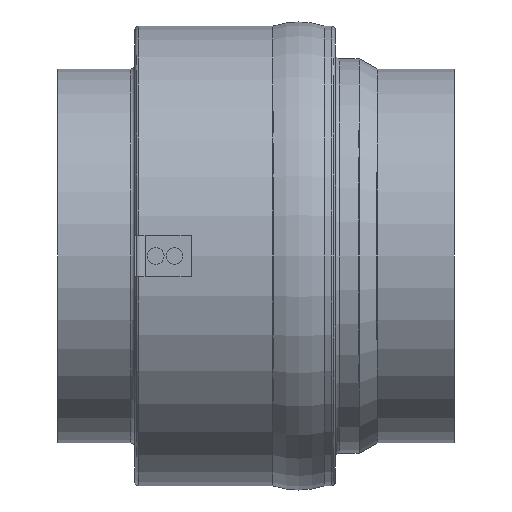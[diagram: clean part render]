
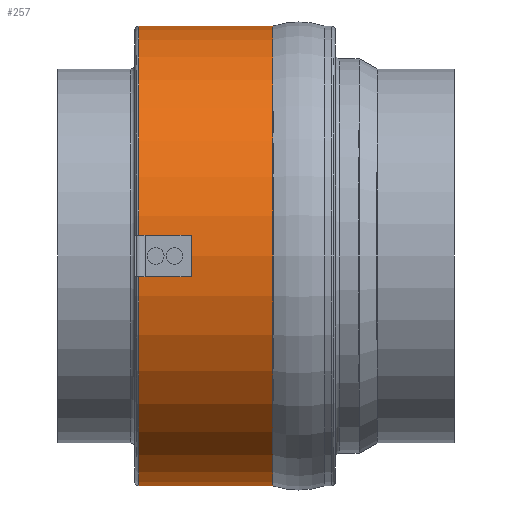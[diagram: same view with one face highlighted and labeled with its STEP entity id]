
A CAD part, left-side view. The second image highlights one B-rep face of the part: STEP entity #257.
In plain terms, the highlighted cylindrical face has radius 110 mm (diameter 220 mm), a partial arc.
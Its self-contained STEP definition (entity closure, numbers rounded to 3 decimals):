
#44 = VERTEX_POINT ( 'NONE', #791 ) ;
#45 = VERTEX_POINT ( 'NONE', #790 ) ;
#54 = VERTEX_POINT ( 'NONE', #832 ) ;
#93 = VERTEX_POINT ( 'NONE', #933 ) ;
#257 = ADVANCED_FACE ( 'NONE', ( #1212 ), #1211, .T. ) ;
#258 = EDGE_LOOP ( 'NONE', ( #259, #260, #262, #263 ) ) ;
#259 = ORIENTED_EDGE ( 'NONE', *, *, #2051, .F. ) ;
#260 = ORIENTED_EDGE ( 'NONE', *, *, #261, .T. ) ;
#261 = EDGE_CURVE ( 'NONE', #54, #93, #1206, .T. ) ;
#262 = ORIENTED_EDGE ( 'NONE', *, *, #2047, .T. ) ;
#263 = ORIENTED_EDGE ( 'NONE', *, *, #264, .T. ) ;
#264 = EDGE_CURVE ( 'NONE', #45, #44, #1200, .T. ) ;
#790 = CARTESIAN_POINT ( 'NONE',  ( 0., 151., 110. ) ) ;
#791 = CARTESIAN_POINT ( 'NONE',  ( 0., 151., -110. ) ) ;
#832 = CARTESIAN_POINT ( 'NONE',  ( 0., 87., -110. ) ) ;
#933 = CARTESIAN_POINT ( 'NONE',  ( 0., 87., 110. ) ) ;
#1199 = AXIS2_PLACEMENT_3D ( 'NONE', #1262, #1261, #1260 ) ;
#1200 = CIRCLE ( 'NONE', #1199, 110. ) ;
#1202 = DIRECTION ( 'NONE',  ( 0., 0., 1. ) ) ;
#1203 = DIRECTION ( 'NONE',  ( 0., 1., 0. ) ) ;
#1204 = CARTESIAN_POINT ( 'NONE',  ( 0., 87., 0. ) ) ;
#1205 = AXIS2_PLACEMENT_3D ( 'NONE', #1204, #1203, #1202 ) ;
#1206 = CIRCLE ( 'NONE', #1205, 110. ) ;
#1207 = DIRECTION ( 'NONE',  ( 0., 0., 1. ) ) ;
#1208 = DIRECTION ( 'NONE',  ( 0., 1., 0. ) ) ;
#1209 = CARTESIAN_POINT ( 'NONE',  ( 0., 0., 0. ) ) ;
#1210 = AXIS2_PLACEMENT_3D ( 'NONE', #1209, #1208, #1207 ) ;
#1211 = CYLINDRICAL_SURFACE ( 'NONE', #1210, 110. ) ;
#1212 = FACE_OUTER_BOUND ( 'NONE', #258, .T. ) ;
#1260 = DIRECTION ( 'NONE',  ( 0., 0., 1. ) ) ;
#1261 = DIRECTION ( 'NONE',  ( 0., -1., 0. ) ) ;
#1262 = CARTESIAN_POINT ( 'NONE',  ( 0., 151., 0. ) ) ;
#2020 = DIRECTION ( 'NONE',  ( 0., 1., 0. ) ) ;
#2021 = VECTOR ( 'NONE', #2020, 1000. ) ;
#2022 = CARTESIAN_POINT ( 'NONE',  ( 0., 0., -110. ) ) ;
#2023 = LINE ( 'NONE', #2022, #2021 ) ;
#2024 = DIRECTION ( 'NONE',  ( 0., 1., 0. ) ) ;
#2025 = VECTOR ( 'NONE', #2024, 1000. ) ;
#2026 = CARTESIAN_POINT ( 'NONE',  ( 0., 0., 110. ) ) ;
#2027 = LINE ( 'NONE', #2026, #2025 ) ;
#2047 = EDGE_CURVE ( 'NONE', #93, #45, #2027, .T. ) ;
#2051 = EDGE_CURVE ( 'NONE', #54, #44, #2023, .T. ) ;
